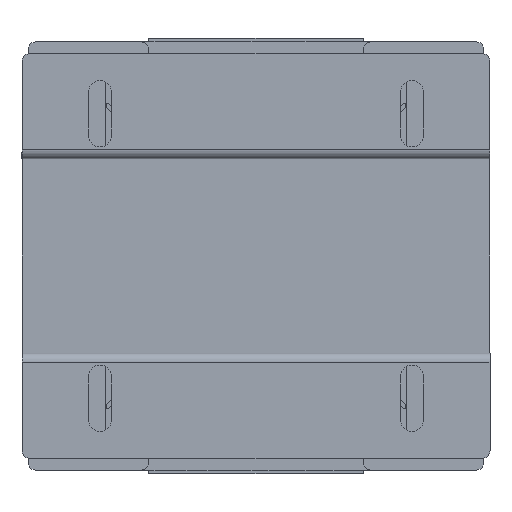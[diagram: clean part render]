
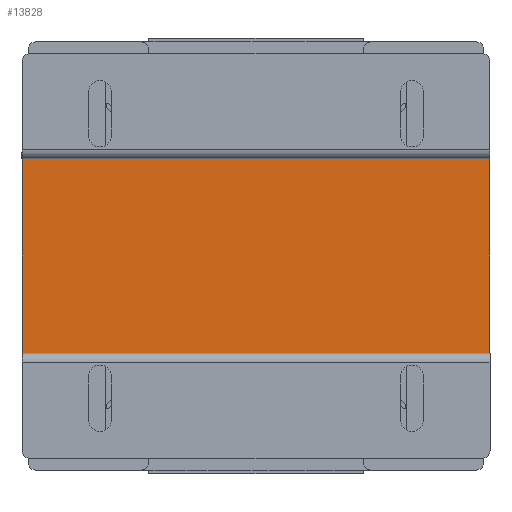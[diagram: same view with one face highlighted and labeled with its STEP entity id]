
A CAD part, front view. The second image highlights one B-rep face of the part: STEP entity #13828.
In plain terms, the highlighted planar face has unit normal (0, -1, 0).
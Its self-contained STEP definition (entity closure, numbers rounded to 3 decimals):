
#1637 = CARTESIAN_POINT ( 'NONE',  ( 109.961, 7.123, 68.227 ) ) ;
#2652 = VERTEX_POINT ( 'NONE', #132195 ) ;
#3571 = EDGE_CURVE ( 'NONE', #50250, #129315, #90495, .T. ) ;
#6091 = VECTOR ( 'NONE', #121472, 1000. ) ;
#10116 = DIRECTION ( 'NONE',  ( 0., 0., -1. ) ) ;
#13828 = ADVANCED_FACE ( 'NONE', ( #29454 ), #78769, .F. ) ;
#21465 = VECTOR ( 'NONE', #113959, 1000. ) ;
#28200 = ORIENTED_EDGE ( 'NONE', *, *, #3571, .F. ) ;
#29454 = FACE_OUTER_BOUND ( 'NONE', #145708, .T. ) ;
#35113 = LINE ( 'NONE', #57765, #61822 ) ;
#37174 = VERTEX_POINT ( 'NONE', #1637 ) ;
#44828 = CARTESIAN_POINT ( 'NONE',  ( -10.039, 7.123, 118.011 ) ) ;
#46798 = VECTOR ( 'NONE', #90310, 1000. ) ;
#50042 = LINE ( 'NONE', #148563, #46798 ) ;
#50250 = VERTEX_POINT ( 'NONE', #44828 ) ;
#54306 = ORIENTED_EDGE ( 'NONE', *, *, #88727, .T. ) ;
#56119 = CARTESIAN_POINT ( 'NONE',  ( 109.961, 7.123, 118.011 ) ) ;
#57765 = CARTESIAN_POINT ( 'NONE',  ( 109.961, 7.123, 118.011 ) ) ;
#61822 = VECTOR ( 'NONE', #10116, 1000. ) ;
#78769 = PLANE ( 'NONE',  #87525 ) ;
#80350 = LINE ( 'NONE', #142540, #6091 ) ;
#87525 = AXIS2_PLACEMENT_3D ( 'NONE', #56119, #158380, #129596 ) ;
#88727 = EDGE_CURVE ( 'NONE', #50250, #2652, #50042, .T. ) ;
#89693 = CARTESIAN_POINT ( 'NONE',  ( 109.961, 7.123, 118.011 ) ) ;
#90310 = DIRECTION ( 'NONE',  ( 0., 0., -1. ) ) ;
#90495 = LINE ( 'NONE', #89693, #21465 ) ;
#108491 = ORIENTED_EDGE ( 'NONE', *, *, #119657, .T. ) ;
#113959 = DIRECTION ( 'NONE',  ( 1., 0., 0. ) ) ;
#119657 = EDGE_CURVE ( 'NONE', #2652, #37174, #80350, .T. ) ;
#121472 = DIRECTION ( 'NONE',  ( 1., 0., 0. ) ) ;
#129315 = VERTEX_POINT ( 'NONE', #149367 ) ;
#129596 = DIRECTION ( 'NONE',  ( -1., 0., 0. ) ) ;
#132195 = CARTESIAN_POINT ( 'NONE',  ( -10.039, 7.123, 68.227 ) ) ;
#138502 = ORIENTED_EDGE ( 'NONE', *, *, #156470, .F. ) ;
#142540 = CARTESIAN_POINT ( 'NONE',  ( 109.961, 7.123, 68.227 ) ) ;
#145708 = EDGE_LOOP ( 'NONE', ( #108491, #138502, #28200, #54306 ) ) ;
#148563 = CARTESIAN_POINT ( 'NONE',  ( -10.039, 7.123, 118.011 ) ) ;
#149367 = CARTESIAN_POINT ( 'NONE',  ( 109.961, 7.123, 118.011 ) ) ;
#156470 = EDGE_CURVE ( 'NONE', #129315, #37174, #35113, .T. ) ;
#158380 = DIRECTION ( 'NONE',  ( 0., 1., 0. ) ) ;
